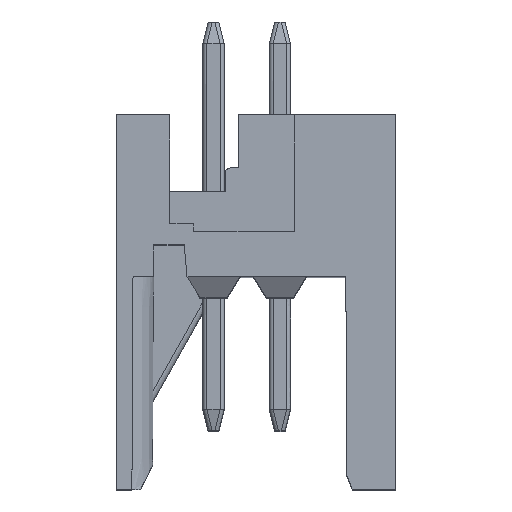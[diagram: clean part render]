
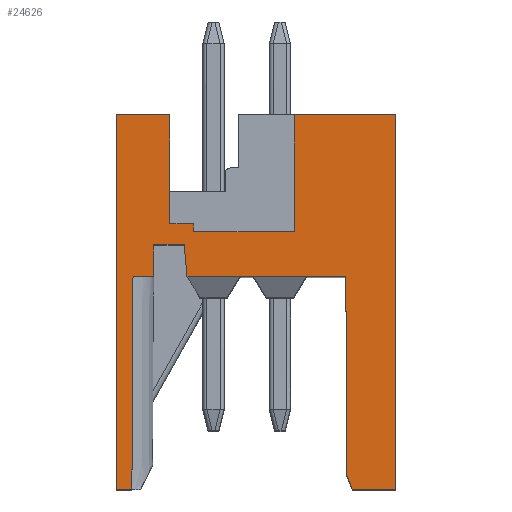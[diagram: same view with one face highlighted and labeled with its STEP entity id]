
A CAD part, top view. The second image highlights one B-rep face of the part: STEP entity #24626.
In plain terms, the highlighted planar face has unit normal (0, 0, 1).
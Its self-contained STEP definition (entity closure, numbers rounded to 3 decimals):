
#729=CARTESIAN_POINT('',(3.734,11.,10.499));
#730=VERTEX_POINT('',#729);
#737=CARTESIAN_POINT('',(-2.25,11.,10.499));
#738=VERTEX_POINT('',#737);
#739=CARTESIAN_POINT('',(3.734,11.,10.499));
#740=DIRECTION('',(-1.,0.,0.));
#741=VECTOR('',#740,5.984);
#742=LINE('',#739,#741);
#743=EDGE_CURVE('',#730,#738,#742,.T.);
#2834=CARTESIAN_POINT('',(3.774,3.5,10.499));
#2835=VERTEX_POINT('',#2834);
#2842=CARTESIAN_POINT('',(3.734,11.,10.499));
#2843=DIRECTION('',(0.005,-1.,0.));
#2844=VECTOR('',#2843,7.5);
#2845=LINE('',#2842,#2844);
#2846=EDGE_CURVE('',#730,#2835,#2845,.T.);
#5889=CARTESIAN_POINT('',(5.6,17.1,10.499));
#5890=VERTEX_POINT('',#5889);
#5897=CARTESIAN_POINT('',(5.6,3.,10.499));
#5898=VERTEX_POINT('',#5897);
#5899=CARTESIAN_POINT('',(5.6,3.,10.499));
#5900=DIRECTION('',(0.,1.,0.));
#5901=VECTOR('',#5900,14.1);
#5902=LINE('',#5899,#5901);
#5903=EDGE_CURVE('',#5898,#5890,#5902,.T.);
#8630=CARTESIAN_POINT('',(3.976,3.,10.499));
#8631=VERTEX_POINT('',#8630);
#8638=CARTESIAN_POINT('',(3.774,3.5,10.499));
#8639=DIRECTION('',(0.376,-0.927,0.));
#8640=VECTOR('',#8639,0.539);
#8641=LINE('',#8638,#8640);
#8642=EDGE_CURVE('',#2835,#8631,#8641,.T.);
#8655=CARTESIAN_POINT('',(1.8,12.7,10.499));
#8656=VERTEX_POINT('',#8655);
#8671=CARTESIAN_POINT('',(-2.,12.7,10.499));
#8672=VERTEX_POINT('',#8671);
#8679=CARTESIAN_POINT('',(1.8,12.7,10.499));
#8680=DIRECTION('',(-1.,0.,0.));
#8681=VECTOR('',#8680,3.8);
#8682=LINE('',#8679,#8681);
#8683=EDGE_CURVE('',#8656,#8672,#8682,.T.);
#8694=CARTESIAN_POINT('',(1.8,17.1,10.499));
#8695=VERTEX_POINT('',#8694);
#8696=CARTESIAN_POINT('',(1.8,12.7,10.499));
#8697=DIRECTION('',(0.,1.,0.));
#8698=VECTOR('',#8697,4.4);
#8699=LINE('',#8696,#8698);
#8700=EDGE_CURVE('',#8656,#8695,#8699,.T.);
#8739=CARTESIAN_POINT('',(3.976,3.,10.499));
#8740=DIRECTION('',(1.,0.,0.));
#8741=VECTOR('',#8740,1.624);
#8742=LINE('',#8739,#8741);
#8743=EDGE_CURVE('',#8631,#5898,#8742,.T.);
#24520=CARTESIAN_POINT('',(0.35,10.05,10.499));
#24521=DIRECTION('',(1.,0.,0.));
#24522=DIRECTION('',(0.,0.,-1.));
#24523=AXIS2_PLACEMENT_3D('',#24520,#24522,#24521);
#24524=PLANE('',#24523);
#24525=CARTESIAN_POINT('',(-3.5,11.,10.499));
#24526=VERTEX_POINT('',#24525);
#24527=CARTESIAN_POINT('',(-4.284,11.,10.499));
#24528=VERTEX_POINT('',#24527);
#24529=CARTESIAN_POINT('',(-3.5,11.,10.499));
#24530=DIRECTION('',(-1.,0.,0.));
#24531=VECTOR('',#24530,0.784);
#24532=LINE('',#24529,#24531);
#24533=EDGE_CURVE('',#24526,#24528,#24532,.T.);
#24534=ORIENTED_EDGE('',*,*,#24533,.T.);
#24535=CARTESIAN_POINT('',(-4.326,3.,10.499));
#24536=VERTEX_POINT('',#24535);
#24537=CARTESIAN_POINT('',(-4.326,3.,10.499));
#24538=DIRECTION('',(0.005,1.,0.));
#24539=VECTOR('',#24538,8.);
#24540=LINE('',#24537,#24539);
#24541=EDGE_CURVE('',#24536,#24528,#24540,.T.);
#24542=ORIENTED_EDGE('',*,*,#24541,.F.);
#24543=CARTESIAN_POINT('',(-4.9,3.,10.499));
#24544=VERTEX_POINT('',#24543);
#24545=CARTESIAN_POINT('',(-4.9,3.,10.499));
#24546=DIRECTION('',(1.,0.,0.));
#24547=VECTOR('',#24546,0.574);
#24548=LINE('',#24545,#24547);
#24549=EDGE_CURVE('',#24544,#24536,#24548,.T.);
#24550=ORIENTED_EDGE('',*,*,#24549,.F.);
#24551=CARTESIAN_POINT('',(-4.9,17.1,10.499));
#24552=VERTEX_POINT('',#24551);
#24553=CARTESIAN_POINT('',(-4.9,3.,10.499));
#24554=DIRECTION('',(0.,1.,0.));
#24555=VECTOR('',#24554,14.1);
#24556=LINE('',#24553,#24555);
#24557=EDGE_CURVE('',#24544,#24552,#24556,.T.);
#24558=ORIENTED_EDGE('',*,*,#24557,.T.);
#24559=CARTESIAN_POINT('',(-2.9,17.1,10.499));
#24560=VERTEX_POINT('',#24559);
#24561=CARTESIAN_POINT('',(-2.9,17.1,10.499));
#24562=DIRECTION('',(-1.,0.,0.));
#24563=VECTOR('',#24562,2.);
#24564=LINE('',#24561,#24563);
#24565=EDGE_CURVE('',#24560,#24552,#24564,.T.);
#24566=ORIENTED_EDGE('',*,*,#24565,.F.);
#24567=CARTESIAN_POINT('',(-2.9,13.,10.499));
#24568=VERTEX_POINT('',#24567);
#24569=CARTESIAN_POINT('',(-2.9,13.,10.499));
#24570=DIRECTION('',(0.,1.,0.));
#24571=VECTOR('',#24570,4.1);
#24572=LINE('',#24569,#24571);
#24573=EDGE_CURVE('',#24568,#24560,#24572,.T.);
#24574=ORIENTED_EDGE('',*,*,#24573,.F.);
#24575=CARTESIAN_POINT('',(-2.,13.,10.499));
#24576=VERTEX_POINT('',#24575);
#24577=CARTESIAN_POINT('',(-2.,13.,10.499));
#24578=DIRECTION('',(-1.,0.,0.));
#24579=VECTOR('',#24578,0.9);
#24580=LINE('',#24577,#24579);
#24581=EDGE_CURVE('',#24576,#24568,#24580,.T.);
#24582=ORIENTED_EDGE('',*,*,#24581,.F.);
#24583=CARTESIAN_POINT('',(-2.,12.7,10.499));
#24584=DIRECTION('',(0.,1.,0.));
#24585=VECTOR('',#24584,0.3);
#24586=LINE('',#24583,#24585);
#24587=EDGE_CURVE('',#8672,#24576,#24586,.T.);
#24588=ORIENTED_EDGE('',*,*,#24587,.F.);
#24589=ORIENTED_EDGE('',*,*,#8683,.F.);
#24590=ORIENTED_EDGE('',*,*,#8700,.T.);
#24591=CARTESIAN_POINT('',(5.6,17.1,10.499));
#24592=DIRECTION('',(-1.,0.,0.));
#24593=VECTOR('',#24592,3.8);
#24594=LINE('',#24591,#24593);
#24595=EDGE_CURVE('',#5890,#8695,#24594,.T.);
#24596=ORIENTED_EDGE('',*,*,#24595,.F.);
#24597=ORIENTED_EDGE('',*,*,#5903,.F.);
#24598=ORIENTED_EDGE('',*,*,#8743,.F.);
#24599=ORIENTED_EDGE('',*,*,#8642,.F.);
#24600=ORIENTED_EDGE('',*,*,#2846,.F.);
#24601=ORIENTED_EDGE('',*,*,#743,.T.);
#24602=CARTESIAN_POINT('',(-2.355,12.2,10.499));
#24603=VERTEX_POINT('',#24602);
#24604=CARTESIAN_POINT('',(-2.25,11.,10.499));
#24605=DIRECTION('',(-0.087,0.996,0.));
#24606=VECTOR('',#24605,1.205);
#24607=LINE('',#24604,#24606);
#24608=EDGE_CURVE('',#738,#24603,#24607,.T.);
#24609=ORIENTED_EDGE('',*,*,#24608,.T.);
#24610=CARTESIAN_POINT('',(-3.5,12.2,10.499));
#24611=VERTEX_POINT('',#24610);
#24612=CARTESIAN_POINT('',(-2.355,12.2,10.499));
#24613=DIRECTION('',(-1.,0.,0.));
#24614=VECTOR('',#24613,1.145);
#24615=LINE('',#24612,#24614);
#24616=EDGE_CURVE('',#24603,#24611,#24615,.T.);
#24617=ORIENTED_EDGE('',*,*,#24616,.T.);
#24618=CARTESIAN_POINT('',(-3.5,12.2,10.499));
#24619=DIRECTION('',(0.,-1.,0.));
#24620=VECTOR('',#24619,1.2);
#24621=LINE('',#24618,#24620);
#24622=EDGE_CURVE('',#24611,#24526,#24621,.T.);
#24623=ORIENTED_EDGE('',*,*,#24622,.T.);
#24624=EDGE_LOOP('',(#24534,#24542,#24550,#24558,#24566,#24574,#24582,#24588,#24589,#24590,#24596,#24597,#24598,#24599,#24600,#24601,#24609,#24617,#24623));
#24625=FACE_OUTER_BOUND('',#24624,.F.);
#24626=ADVANCED_FACE('',(#24625),#24524,.F.);
